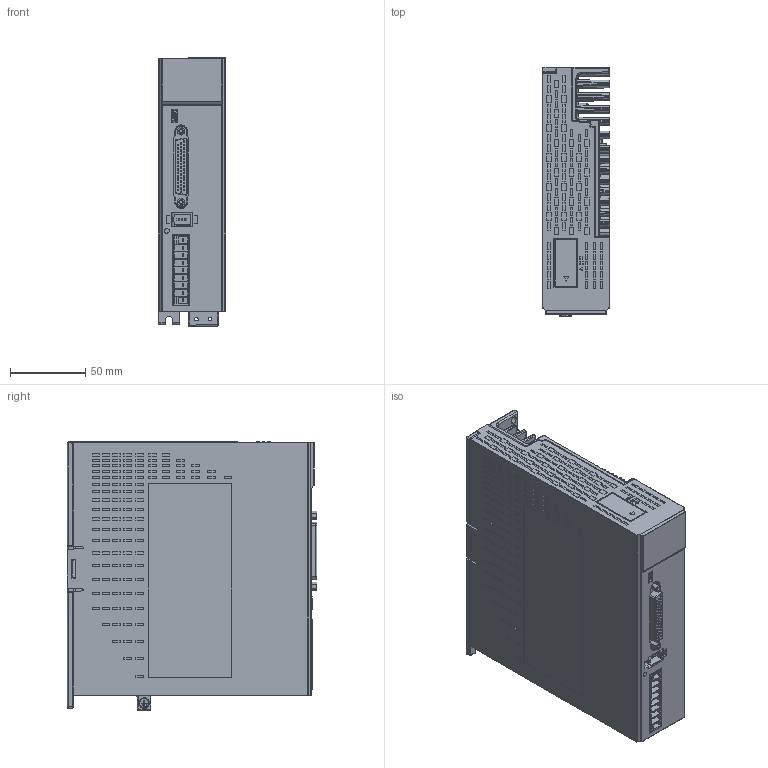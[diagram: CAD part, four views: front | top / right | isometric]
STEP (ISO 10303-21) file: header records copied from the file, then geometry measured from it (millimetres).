
FILE_DESCRIPTION(/* description */ (''),/* implementation_level */ '2;1');
FILE_NAME(/* name */ 'DS5K1-20P1+20P2+20P4-PTA-官网图',/* time_stamp */ '2023-03-20T17:42:57+08:00',/* author */ (''),/* organization */ (''),/* preprocessor_version */ 'ST-DEVELOPER v15',/* originating_system */ '',/* authorisation */ '');
FILE_SCHEMA (('AUTOMOTIVE_DESIGN'));
Products named in the file (1): Document
Bounding box: 45 x 165.3 x 178.49 mm (x, y, z)
Surface area: 240827.6 mm2 (no closed solid volume)
Topology: 0 solids, 5203 shells, 5204 faces, 26956 edges, 26851 vertices
Faces by surface type: plane 3235, bspline 1969
Entity records: 280614 total; most frequent: CARTESIAN_POINT 137954, ORIENTED_EDGE 26855, EDGE_CURVE 26853, VERTEX_POINT 26851, B_SPLINE_CURVE_WITH_KNOTS 19953, EDGE_LOOP 5782, ADVANCED_FACE 5204, FACE_OUTER_BOUND 5204
